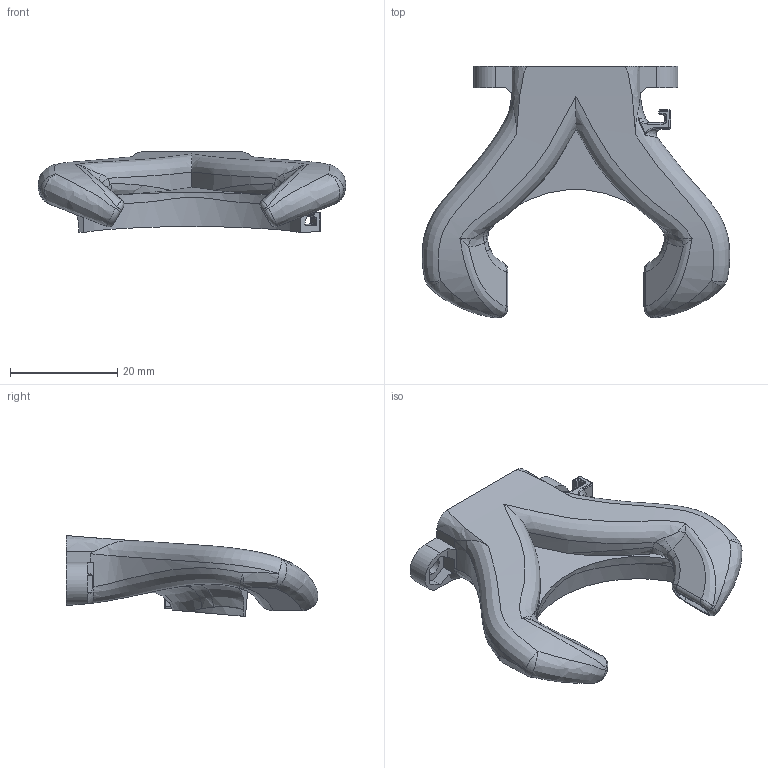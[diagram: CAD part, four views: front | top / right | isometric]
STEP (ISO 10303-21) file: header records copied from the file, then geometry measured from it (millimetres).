
FILE_DESCRIPTION (( 'STEP AP214' ), '1' );
FILE_NAME ('LED_fang2.STEP', '2021-08-07T09:25:14', ( '' ), ( '' ), 'SwSTEP 2.0', 'SolidWorks 2021', '' );
FILE_SCHEMA (( 'AUTOMOTIVE_DESIGN' ));
Length unit declared in the file: millimetre
Products named in the file (3): LED_fang2; LED fang-7.step; LED_fang.step
Assembly tree (2 placements, depth 3):
  LED_fang2
    LED_fang.step
      LED fang-7.step
Bounding box: 57.31 x 46.91 x 15.08 mm (x, y, z)
Volume: 5015.7 mm3; surface area: 7774.9 mm2
Topology: 1 solids, 1 shells, 382 faces, 1015 edges, 622 vertices
Faces by surface type: bspline 130, cylinder 125, plane 71, sphere 40, torus 16
Entity records: 21226 total; most frequent: CARTESIAN_POINT 12785, ORIENTED_EDGE 1990, DIRECTION 1466, EDGE_CURVE 995, VERTEX_POINT 614, AXIS2_PLACEMENT_3D 600, EDGE_LOOP 389, FACE_OUTER_BOUND 382
